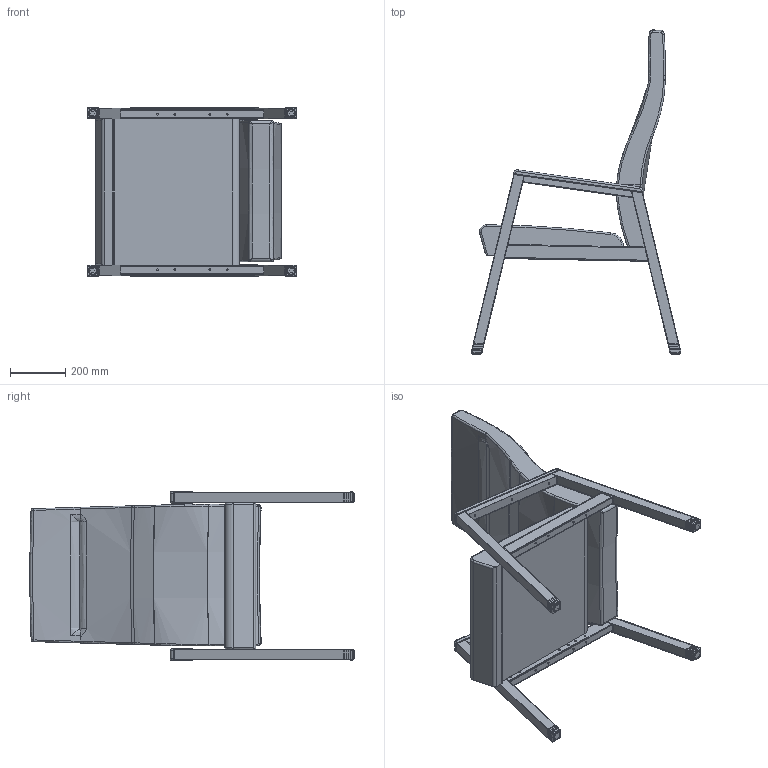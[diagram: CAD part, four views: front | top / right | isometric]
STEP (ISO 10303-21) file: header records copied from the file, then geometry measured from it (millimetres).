
FILE_DESCRIPTION(/* description */ (''),/* implementation_level */ '2;1');
FILE_NAME(/* name */ 'KAD10HJ.stp',/* time_stamp */ '2016-10-19T10:16:36-04:00',/* author */ ('emerkel'),/* organization */ (''),/* preprocessor_version */ 'ST-DEVELOPER v16.5',/* originating_system */ 'Autodesk Inventor 2017',/* authorisation */ '');
FILE_SCHEMA (('AUTOMOTIVE_DESIGN { 1 0 10303 214 3 1 1 }'));
Length unit declared in the file: inch
Products named in the file (17): KAD10HJ; KOT10H UBACK NEW; USEAT KAD10; KOW10 MAC BLK; KAD ARML BRZ; KAD FRONT LEG-F; KAD TOP BAR-F; KAD REAR LEG-F; KAD BOTTOM BAR-F; KAD ARMR BRZ; KAD FRONT LEG-F_MIR; KAD TOP BAR-F_MIR; KAD REAR LEG-F_MIR; KAD BOTTOM BAR-F_MIR; LEG CAP KOL-1; LEG CAP KOL-1_1; GLD BLK 5-16
Assembly tree (20 placements, depth 3):
  KAD10HJ
    KOT10H UBACK NEW
    USEAT KAD10
    KOW10 MAC BLK  x2
    KAD ARML BRZ
      KAD FRONT LEG-F
      KAD TOP BAR-F
      KAD REAR LEG-F
      KAD BOTTOM BAR-F
    KAD ARMR BRZ
      KAD FRONT LEG-F_MIR
      KAD TOP BAR-F_MIR
      KAD REAR LEG-F_MIR
      KAD BOTTOM BAR-F_MIR
    LEG CAP KOL-1  x4
      LEG CAP KOL-1_1
      GLD BLK 5-16
Bounding box: 762.56 x 1177.27 x 612.77 mm (x, y, z)
Volume: 60331862.1 mm3; surface area: 3194177.9 mm2
Topology: 24 solids, 32 shells, 2879 faces, 6143 edges, 3334 vertices
Faces by surface type: cylinder 942, bspline 713, plane 593, torus 549, sphere 78, cone 4
Full cylindrical faces by diameter (mm): 4.366 x8, 6.35 x44, 6.528 x8, 7.925 x8, 9.906 x4, 11.989 x4, 31.75 x4
Entity records: 38617 total; most frequent: CARTESIAN_POINT 18583, ORIENTED_EDGE 4096, DIRECTION 3830, EDGE_CURVE 2050, AXIS2_PLACEMENT_3D 1526, VERTEX_POINT 1200, EDGE_LOOP 1120, FACE_OUTER_BOUND 946
